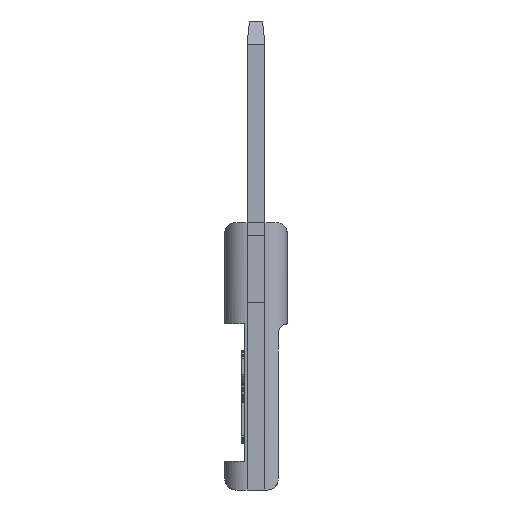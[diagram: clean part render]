
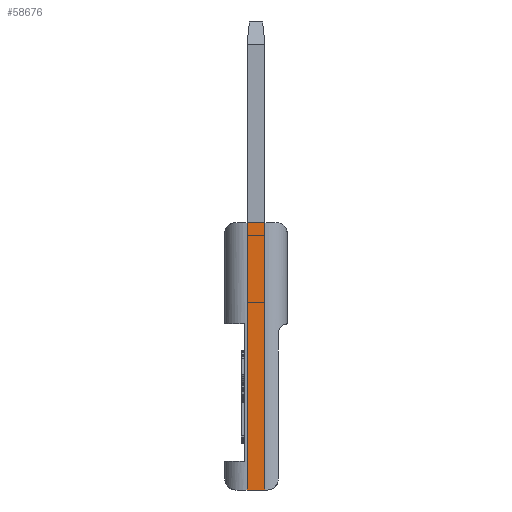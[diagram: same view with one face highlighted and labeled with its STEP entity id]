
A CAD part, left-side view. The second image highlights one B-rep face of the part: STEP entity #58676.
In plain terms, the highlighted planar face has unit normal (-1, 0, 0).
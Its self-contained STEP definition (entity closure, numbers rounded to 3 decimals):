
#663 = EDGE_CURVE ( 'NONE', #28662, #54952, #1388, .T. ) ;
#1388 = LINE ( 'NONE', #10124, #44268 ) ;
#2128 = ORIENTED_EDGE ( 'NONE', *, *, #49126, .F. ) ;
#2484 = LINE ( 'NONE', #17325, #62541 ) ;
#3575 = LINE ( 'NONE', #12197, #6257 ) ;
#6257 = VECTOR ( 'NONE', #58290, 1000. ) ;
#10124 = CARTESIAN_POINT ( 'NONE',  ( 0., -0.4, 12. ) ) ;
#12197 = CARTESIAN_POINT ( 'NONE',  ( 0., 0.4, 12. ) ) ;
#13542 = CARTESIAN_POINT ( 'NONE',  ( 0., -0.4, 12. ) ) ;
#17325 = CARTESIAN_POINT ( 'NONE',  ( 0., -0.4, 12. ) ) ;
#18837 = DIRECTION ( 'NONE',  ( 0., 0., -1. ) ) ;
#22580 = DIRECTION ( 'NONE',  ( 0., -1., 0. ) ) ;
#23188 = VERTEX_POINT ( 'NONE', #63310 ) ;
#23922 = ORIENTED_EDGE ( 'NONE', *, *, #63482, .T. ) ;
#28662 = VERTEX_POINT ( 'NONE', #51811 ) ;
#29508 = CARTESIAN_POINT ( 'NONE',  ( 0., -0.4, 0. ) ) ;
#30019 = PLANE ( 'NONE',  #44667 ) ;
#35146 = DIRECTION ( 'NONE',  ( 1., 0., 0. ) ) ;
#40308 = FACE_OUTER_BOUND ( 'NONE', #66171, .T. ) ;
#43060 = ORIENTED_EDGE ( 'NONE', *, *, #53325, .T. ) ;
#44268 = VECTOR ( 'NONE', #22580, 1000. ) ;
#44667 = AXIS2_PLACEMENT_3D ( 'NONE', #53710, #35146, #18837 ) ;
#47388 = DIRECTION ( 'NONE',  ( 0., 0., -1. ) ) ;
#48416 = VERTEX_POINT ( 'NONE', #62333 ) ;
#49126 = EDGE_CURVE ( 'NONE', #54952, #23188, #2484, .T. ) ;
#51811 = CARTESIAN_POINT ( 'NONE',  ( 0., 0.4, 12. ) ) ;
#52684 = DIRECTION ( 'NONE',  ( 0., -1., 0. ) ) ;
#53325 = EDGE_CURVE ( 'NONE', #48416, #23188, #72964, .T. ) ;
#53710 = CARTESIAN_POINT ( 'NONE',  ( 0., -0.4, 12. ) ) ;
#54952 = VERTEX_POINT ( 'NONE', #13542 ) ;
#58290 = DIRECTION ( 'NONE',  ( 0., 0., -1. ) ) ;
#58676 = ADVANCED_FACE ( 'NONE', ( #40308 ), #30019, .F. ) ;
#59464 = ORIENTED_EDGE ( 'NONE', *, *, #663, .F. ) ;
#62333 = CARTESIAN_POINT ( 'NONE',  ( 0., 0.4, 0. ) ) ;
#62541 = VECTOR ( 'NONE', #47388, 1000. ) ;
#63310 = CARTESIAN_POINT ( 'NONE',  ( 0., -0.4, 0. ) ) ;
#63482 = EDGE_CURVE ( 'NONE', #28662, #48416, #3575, .T. ) ;
#66171 = EDGE_LOOP ( 'NONE', ( #43060, #2128, #59464, #23922 ) ) ;
#67465 = VECTOR ( 'NONE', #52684, 1000. ) ;
#72964 = LINE ( 'NONE', #29508, #67465 ) ;
